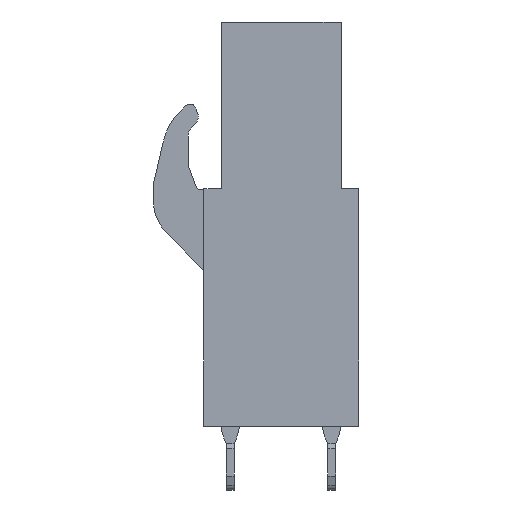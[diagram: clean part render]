
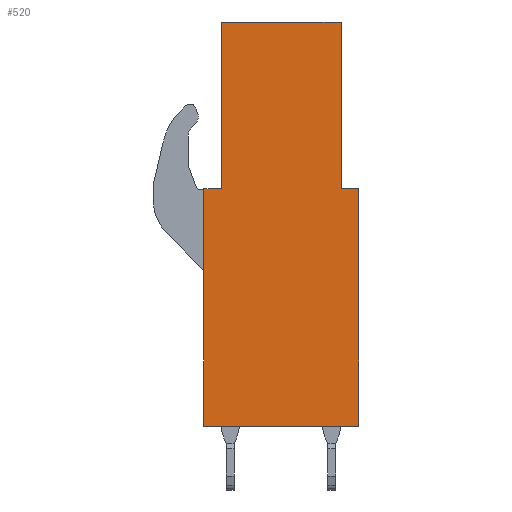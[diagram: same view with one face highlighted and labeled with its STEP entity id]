
A CAD part, left-side view. The second image highlights one B-rep face of the part: STEP entity #520.
In plain terms, the highlighted planar face has unit normal (-1, 0, 0).
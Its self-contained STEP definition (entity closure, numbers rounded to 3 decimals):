
#470=AXIS2_PLACEMENT_3D('Plane Axis2P3D',#467,#468,#469) ;
#36=CARTESIAN_POINT('Line Origine',(0.,3.875,23.45)) ;
#40=CARTESIAN_POINT('Vertex',(0.,0.875,23.45)) ;
#42=CARTESIAN_POINT('Vertex',(0.,6.875,23.45)) ;
#377=CARTESIAN_POINT('Vertex',(0.,7.75,3.2)) ;
#380=CARTESIAN_POINT('Line Origine',(0.,7.75,9.15)) ;
#384=CARTESIAN_POINT('Vertex',(0.,7.75,15.1)) ;
#467=CARTESIAN_POINT('Axis2P3D Location',(0.,0.,0.)) ;
#472=CARTESIAN_POINT('Line Origine',(0.,3.875,3.2)) ;
#476=CARTESIAN_POINT('Vertex',(0.,0.,3.2)) ;
#479=CARTESIAN_POINT('Line Origine',(0.,0.,9.15)) ;
#483=CARTESIAN_POINT('Vertex',(0.,0.,15.1)) ;
#486=CARTESIAN_POINT('Line Origine',(0.,0.438,15.1)) ;
#490=CARTESIAN_POINT('Vertex',(0.,0.875,15.1)) ;
#493=CARTESIAN_POINT('Line Origine',(0.,0.875,19.275)) ;
#498=CARTESIAN_POINT('Line Origine',(0.,6.875,19.275)) ;
#502=CARTESIAN_POINT('Vertex',(0.,6.875,15.1)) ;
#505=CARTESIAN_POINT('Line Origine',(0.,7.313,15.1)) ;
#37=DIRECTION('Vector Direction',(0.,1.,0.)) ;
#381=DIRECTION('Vector Direction',(0.,0.,1.)) ;
#468=DIRECTION('Axis2P3D Direction',(1.,0.,0.)) ;
#469=DIRECTION('Axis2P3D XDirection',(0.,1.,0.)) ;
#473=DIRECTION('Vector Direction',(0.,1.,0.)) ;
#480=DIRECTION('Vector Direction',(0.,0.,1.)) ;
#487=DIRECTION('Vector Direction',(0.,1.,0.)) ;
#494=DIRECTION('Vector Direction',(0.,0.,1.)) ;
#499=DIRECTION('Vector Direction',(0.,0.,1.)) ;
#506=DIRECTION('Vector Direction',(0.,-1.,0.)) ;
#38=VECTOR('Line Direction',#37,1.) ;
#382=VECTOR('Line Direction',#381,1.) ;
#474=VECTOR('Line Direction',#473,1.) ;
#481=VECTOR('Line Direction',#480,1.) ;
#488=VECTOR('Line Direction',#487,1.) ;
#495=VECTOR('Line Direction',#494,1.) ;
#500=VECTOR('Line Direction',#499,1.) ;
#507=VECTOR('Line Direction',#506,1.) ;
#511=ORIENTED_EDGE('',*,*,#386,.F.) ;
#512=ORIENTED_EDGE('',*,*,#478,.F.) ;
#513=ORIENTED_EDGE('',*,*,#485,.T.) ;
#514=ORIENTED_EDGE('',*,*,#492,.F.) ;
#515=ORIENTED_EDGE('',*,*,#497,.F.) ;
#516=ORIENTED_EDGE('',*,*,#44,.T.) ;
#517=ORIENTED_EDGE('',*,*,#504,.F.) ;
#518=ORIENTED_EDGE('',*,*,#509,.F.) ;
#520=ADVANCED_FACE('BLL 5.08/16/180 3.2 SN OR 1648930000',(#519),#471,.F.) ;
#44=EDGE_CURVE('',#41,#43,#39,.T.) ;
#386=EDGE_CURVE('',#378,#385,#383,.T.) ;
#478=EDGE_CURVE('',#477,#378,#475,.T.) ;
#485=EDGE_CURVE('',#477,#484,#482,.T.) ;
#492=EDGE_CURVE('',#491,#484,#489,.F.) ;
#497=EDGE_CURVE('',#41,#491,#496,.F.) ;
#504=EDGE_CURVE('',#503,#43,#501,.T.) ;
#509=EDGE_CURVE('',#385,#503,#508,.T.) ;
#510=EDGE_LOOP('',(#511,#512,#513,#514,#515,#516,#517,#518)) ;
#519=FACE_OUTER_BOUND('',#510,.T.) ;
#39=LINE('Line',#36,#38) ;
#383=LINE('Line',#380,#382) ;
#475=LINE('Line',#472,#474) ;
#482=LINE('Line',#479,#481) ;
#489=LINE('Line',#486,#488) ;
#496=LINE('Line',#493,#495) ;
#501=LINE('Line',#498,#500) ;
#508=LINE('Line',#505,#507) ;
#471=PLANE('',#470) ;
#41=VERTEX_POINT('',#40) ;
#43=VERTEX_POINT('',#42) ;
#378=VERTEX_POINT('',#377) ;
#385=VERTEX_POINT('',#384) ;
#477=VERTEX_POINT('',#476) ;
#484=VERTEX_POINT('',#483) ;
#491=VERTEX_POINT('',#490) ;
#503=VERTEX_POINT('',#502) ;
